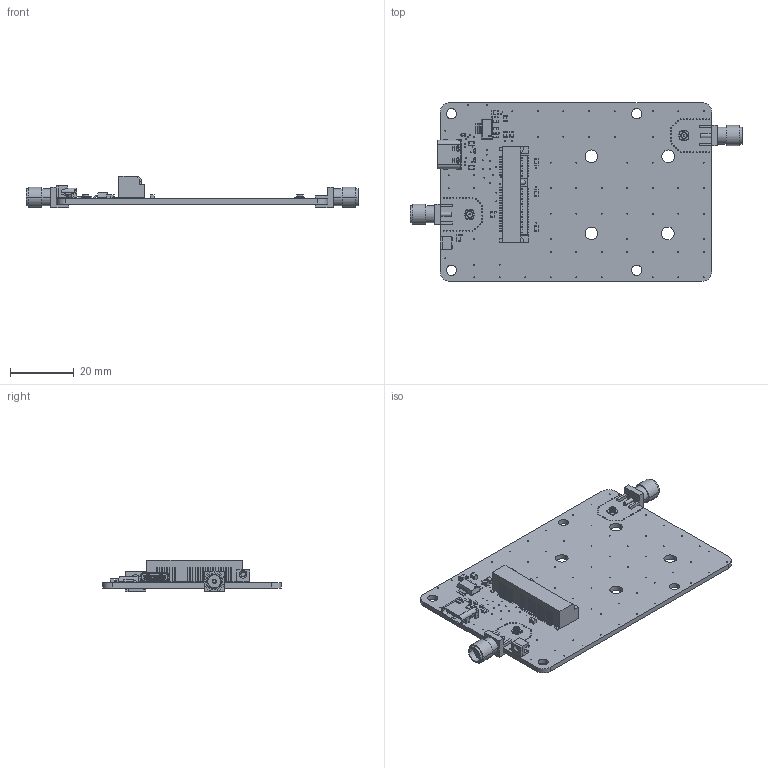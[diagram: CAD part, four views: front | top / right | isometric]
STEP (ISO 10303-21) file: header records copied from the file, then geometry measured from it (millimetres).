
FILE_DESCRIPTION(('KiCad electronic assembly'),'2;1');
FILE_NAME('robotics_power_supply.step','2026-02-22T11:48:28',('Pcbnew'), ('Kicad'),'Open CASCADE STEP processor 7.6','KiCad to STEP converter', 'Unknown');
FILE_SCHEMA(('AUTOMOTIVE_DESIGN { 1 0 10303 214 1 1 1 1 }'));
Length unit declared in the file: millimetre
Products named in the file (16): robotics_power_supply 1; LD1117S33TR; SMA-J-P-H-ST-EM1--3DModel-STEP-269445; C_0805_2012Metric; U.FL_Hirose_U.FL-R-SMT-1_Vertical; D_SOD-523; R_0805_2012Metric; KA-4040SURSK; Prawa noga; Lewa noga; Tył; Front; 2041262-1; USB4105GFA--3DModel-STEP-510211; USB4105GFA_USB4105GFA; mpcie_usb_adapter_PCB
Assembly tree (28 placements, depth 3):
  robotics_power_supply 1
    LD1117S33TR
    SMA-J-P-H-ST-EM1--3DModel-STEP-269445  x2
    C_0805_2012Metric  x8
    U.FL_Hirose_U.FL-R-SMT-1_Vertical  x2
    D_SOD-523  x3
    R_0805_2012Metric  x3
    KA-4040SURSK
      Prawa noga
      Lewa noga
      Tył
      Front
    2041262-1
    USB4105GFA--3DModel-STEP-510211
      USB4105GFA_USB4105GFA
    mpcie_usb_adapter_PCB
Bounding box: 103.99 x 56 x 9.75 mm (x, y, z)
Volume: 9521.8 mm3; surface area: 13668.2 mm2
Topology: 78 solids, 78 shells, 2793 faces, 7506 edges, 4897 vertices
Faces by surface type: plane 1739, cylinder 937, cone 78, bspline 36, sphere 2, torus 1
Full cylindrical faces by diameter (mm): 0.3 x182, 0.4 x2, 0.65 x2, 1.15 x1, 1.65 x1, 1.8 x2, 1.92 x2, 2 x4, 3.2 x4, 4 x4
Entity records: 76449 total; most frequent: CARTESIAN_POINT 13698, ORIENTED_EDGE 12972, DIRECTION 12930, EDGE_CURVE 6486, LINE 4734, VECTOR 4734, VERTEX_POINT 4233, AXIS2_PLACEMENT_3D 4098
